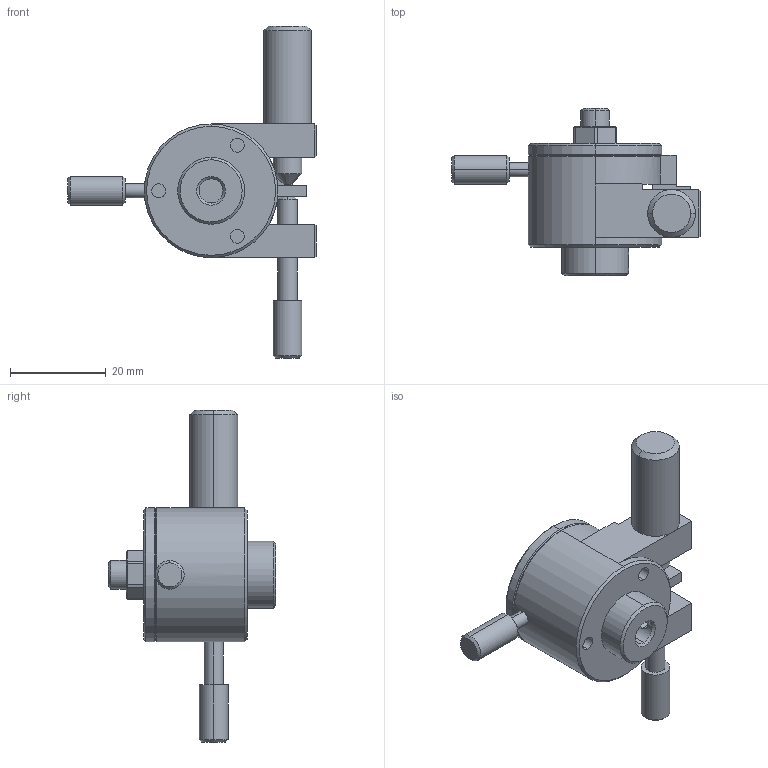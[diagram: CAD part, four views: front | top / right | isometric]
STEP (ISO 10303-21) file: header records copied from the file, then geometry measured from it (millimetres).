
FILE_DESCRIPTION (( 'STEP AP203' ), '1' );
FILE_NAME ('GCM-1131M三维外形图.STEP', '2016-12-30T00:38:29', ( '' ), ( '' ), 'SwSTEP 2.0', 'SolidWorks 2015', '' );
FILE_SCHEMA (( 'CONFIG_CONTROL_DESIGN' ));
Length unit declared in the file: millimetre
Products named in the file (2): GCM-1131M三维外形图
Bounding box: 52 x 35.1 x 69.5 mm (x, y, z)
Volume: 18633.8 mm3; surface area: 6542.3 mm2
Topology: 1 solids, 2 shells, 148 faces, 336 edges, 204 vertices
Faces by surface type: plane 78, cylinder 40, cone 26, sphere 4
Entity records: 4399 total; most frequent: CARTESIAN_POINT 840, DIRECTION 746, ORIENTED_EDGE 672, EDGE_CURVE 336, AXIS2_PLACEMENT_3D 270, LINE 206, VECTOR 206, VERTEX_POINT 204
